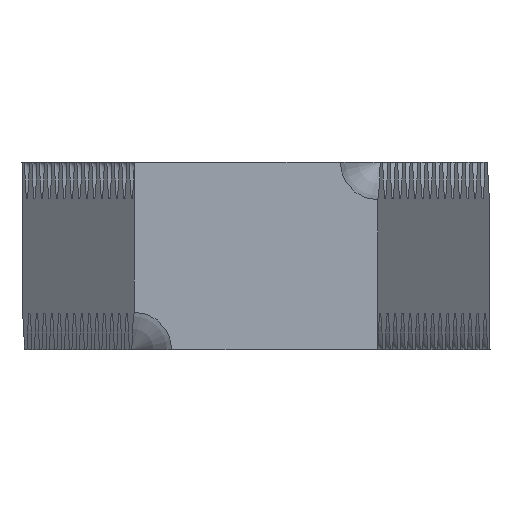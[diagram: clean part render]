
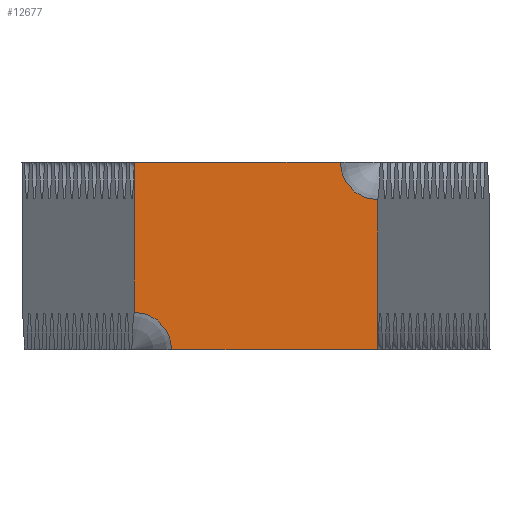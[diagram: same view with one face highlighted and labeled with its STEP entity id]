
A CAD part, front view. The second image highlights one B-rep face of the part: STEP entity #12677.
In plain terms, the highlighted planar face has unit normal (0, -1, 0).
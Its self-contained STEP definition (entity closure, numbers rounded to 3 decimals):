
#439 = CARTESIAN_POINT ( 'NONE',  ( 5.981, -450., 3.064 ) ) ;
#538 = CARTESIAN_POINT ( 'NONE',  ( 4.602, -450., 4.356 ) ) ;
#598 = EDGE_CURVE ( 'NONE', #3426, #11755, #10934, .T. ) ;
#628 = ORIENTED_EDGE ( 'NONE', *, *, #13623, .T. ) ;
#797 = CARTESIAN_POINT ( 'NONE',  ( -6.5, -450., 5. ) ) ;
#865 = VERTEX_POINT ( 'NONE', #1937 ) ;
#1044 = CARTESIAN_POINT ( 'NONE',  ( 0., -450., -5. ) ) ;
#1093 = CARTESIAN_POINT ( 'NONE',  ( -4.9, -450., -3.772 ) ) ;
#1153 = CARTESIAN_POINT ( 'NONE',  ( -5.18, -450., -3.492 ) ) ;
#1404 = EDGE_CURVE ( 'NONE', #1461, #11908, #10977, .T. ) ;
#1461 = VERTEX_POINT ( 'NONE', #13309 ) ;
#1568 = VECTOR ( 'NONE', #12558, 1000. ) ;
#1930 = AXIS2_PLACEMENT_3D ( 'NONE', #14382, #8517, #3879 ) ;
#1937 = CARTESIAN_POINT ( 'NONE',  ( 6.5, -450., 3. ) ) ;
#2206 = CARTESIAN_POINT ( 'NONE',  ( 6.5, -450., 5. ) ) ;
#2220 = EDGE_CURVE ( 'NONE', #3426, #11908, #15140, .T. ) ;
#2338 = CARTESIAN_POINT ( 'NONE',  ( -4.5, -450., -5. ) ) ;
#2528 = ORIENTED_EDGE ( 'NONE', *, *, #7660, .F. ) ;
#2598 = ORIENTED_EDGE ( 'NONE', *, *, #598, .F. ) ;
#2704 = CARTESIAN_POINT ( 'NONE',  ( 4.9, -450., 3.772 ) ) ;
#2711 = CARTESIAN_POINT ( 'NONE',  ( -5.981, -450., -3.064 ) ) ;
#2797 = CARTESIAN_POINT ( 'NONE',  ( 4.5, -450., 5. ) ) ;
#2905 = CARTESIAN_POINT ( 'NONE',  ( 5.614, -450., 3.202 ) ) ;
#3426 = VERTEX_POINT ( 'NONE', #797 ) ;
#3542 = EDGE_CURVE ( 'NONE', #865, #6718, #14037, .T. ) ;
#3876 = CARTESIAN_POINT ( 'NONE',  ( 6.237, -450., 3.013 ) ) ;
#3879 = DIRECTION ( 'NONE',  ( 0., 0., 1. ) ) ;
#3970 = CARTESIAN_POINT ( 'NONE',  ( 4.751, -450., 3.995 ) ) ;
#4036 = CARTESIAN_POINT ( 'NONE',  ( -6.5, -450., -3. ) ) ;
#4081 = CARTESIAN_POINT ( 'NONE',  ( 4.5, -450., 4.87 ) ) ;
#4086 = CARTESIAN_POINT ( 'NONE',  ( -5.614, -450., -3.202 ) ) ;
#4306 = EDGE_LOOP ( 'NONE', ( #14868, #628, #5675, #2528, #2598, #11868 ) ) ;
#4314 = FACE_OUTER_BOUND ( 'NONE', #4306, .T. ) ;
#4433 = B_SPLINE_CURVE_WITH_KNOTS ( 'NONE', 3,
 ( #13404, #4081, #13449, #12259, #538, #3970, #2704, #7450, #8564, #7358, #2905, #6395, #439, #3876, #5114, #12163 ),
 .UNSPECIFIED., .F., .F.,
 ( 4, 2, 2, 2, 2, 2, 2, 4 ),
 ( 0.011, 0.011, 0.012, 0.013, 0.013, 0.013, 0.014, 0.014 ),
 .UNSPECIFIED. ) ;
#4647 = CARTESIAN_POINT ( 'NONE',  ( -4.5, -450., -4.87 ) ) ;
#4852 = VECTOR ( 'NONE', #6940, 1000. ) ;
#5114 = CARTESIAN_POINT ( 'NONE',  ( 6.37, -450., 3. ) ) ;
#5271 = CARTESIAN_POINT ( 'NONE',  ( -5.497, -450., -3.265 ) ) ;
#5308 = CARTESIAN_POINT ( 'NONE',  ( -6.5, -450., -3. ) ) ;
#5675 = ORIENTED_EDGE ( 'NONE', *, *, #3542, .F. ) ;
#6395 = CARTESIAN_POINT ( 'NONE',  ( 5.856, -450., 3.102 ) ) ;
#6718 = VERTEX_POINT ( 'NONE', #14028 ) ;
#6940 = DIRECTION ( 'NONE',  ( 1., 0., 0. ) ) ;
#7358 = CARTESIAN_POINT ( 'NONE',  ( 5.497, -450., 3.265 ) ) ;
#7450 = CARTESIAN_POINT ( 'NONE',  ( 5.18, -450., 3.492 ) ) ;
#7660 = EDGE_CURVE ( 'NONE', #11755, #865, #4433, .T. ) ;
#7915 = LINE ( 'NONE', #1044, #4852 ) ;
#8088 = CARTESIAN_POINT ( 'NONE',  ( -4.602, -450., -4.356 ) ) ;
#8144 = CARTESIAN_POINT ( 'NONE',  ( -4.564, -450., -4.482 ) ) ;
#8517 = DIRECTION ( 'NONE',  ( 0., 1., 0. ) ) ;
#8564 = CARTESIAN_POINT ( 'NONE',  ( 5.281, -450., 3.409 ) ) ;
#9336 = CARTESIAN_POINT ( 'NONE',  ( -5.281, -450., -3.409 ) ) ;
#10654 = CARTESIAN_POINT ( 'NONE',  ( 0., -450., 5. ) ) ;
#10852 = PLANE ( 'NONE',  #1930 ) ;
#10908 = VECTOR ( 'NONE', #11509, 1000. ) ;
#10934 = LINE ( 'NONE', #10654, #14421 ) ;
#10946 = CARTESIAN_POINT ( 'NONE',  ( -6.37, -450., -3. ) ) ;
#10977 = B_SPLINE_CURVE_WITH_KNOTS ( 'NONE', 3,
 ( #2338, #4647, #12826, #8144, #8088, #14005, #1093, #1153, #9336, #5271, #4086, #13410, #2711, #13358, #10946, #4036 ),
 .UNSPECIFIED., .F., .F.,
 ( 4, 2, 2, 2, 2, 2, 2, 4 ),
 ( 0.011, 0.011, 0.012, 0.013, 0.013, 0.013, 0.014, 0.014 ),
 .UNSPECIFIED. ) ;
#11421 = CARTESIAN_POINT ( 'NONE',  ( -6.5, -450., 5. ) ) ;
#11509 = DIRECTION ( 'NONE',  ( 0., 0., -1. ) ) ;
#11755 = VERTEX_POINT ( 'NONE', #2797 ) ;
#11868 = ORIENTED_EDGE ( 'NONE', *, *, #2220, .T. ) ;
#11872 = DIRECTION ( 'NONE',  ( 1., 0., 0. ) ) ;
#11908 = VERTEX_POINT ( 'NONE', #5308 ) ;
#12163 = CARTESIAN_POINT ( 'NONE',  ( 6.5, -450., 3. ) ) ;
#12259 = CARTESIAN_POINT ( 'NONE',  ( 4.564, -450., 4.482 ) ) ;
#12558 = DIRECTION ( 'NONE',  ( 0., 0., -1. ) ) ;
#12677 = ADVANCED_FACE ( 'NONE', ( #4314 ), #10852, .F. ) ;
#12826 = CARTESIAN_POINT ( 'NONE',  ( -4.513, -450., -4.74 ) ) ;
#13309 = CARTESIAN_POINT ( 'NONE',  ( -4.5, -450., -5. ) ) ;
#13358 = CARTESIAN_POINT ( 'NONE',  ( -6.237, -450., -3.013 ) ) ;
#13404 = CARTESIAN_POINT ( 'NONE',  ( 4.5, -450., 5. ) ) ;
#13410 = CARTESIAN_POINT ( 'NONE',  ( -5.856, -450., -3.102 ) ) ;
#13449 = CARTESIAN_POINT ( 'NONE',  ( 4.513, -450., 4.74 ) ) ;
#13623 = EDGE_CURVE ( 'NONE', #1461, #6718, #7915, .T. ) ;
#14005 = CARTESIAN_POINT ( 'NONE',  ( -4.751, -450., -3.995 ) ) ;
#14028 = CARTESIAN_POINT ( 'NONE',  ( 6.5, -450., -5. ) ) ;
#14037 = LINE ( 'NONE', #2206, #10908 ) ;
#14382 = CARTESIAN_POINT ( 'NONE',  ( 0., -450., 5. ) ) ;
#14421 = VECTOR ( 'NONE', #11872, 1000. ) ;
#14868 = ORIENTED_EDGE ( 'NONE', *, *, #1404, .F. ) ;
#15140 = LINE ( 'NONE', #11421, #1568 ) ;
